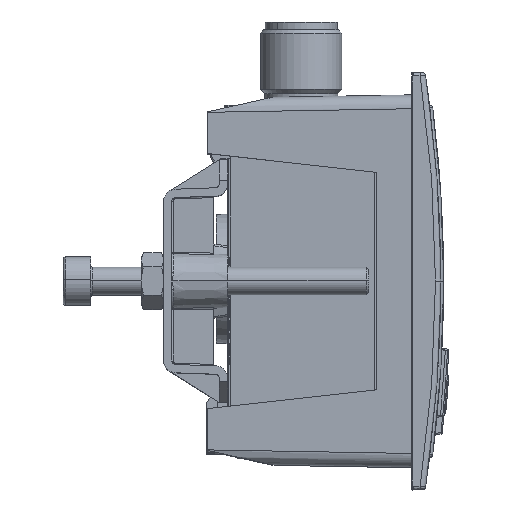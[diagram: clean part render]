
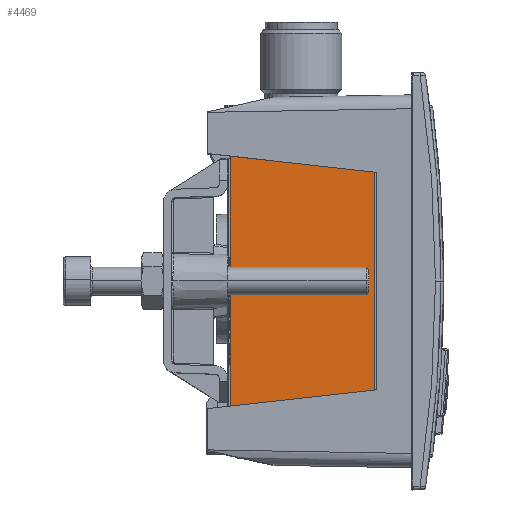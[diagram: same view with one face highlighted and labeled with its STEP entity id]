
A CAD part, top view. The second image highlights one B-rep face of the part: STEP entity #4469.
In plain terms, the highlighted planar face has unit normal (-0.026, 0, 1).
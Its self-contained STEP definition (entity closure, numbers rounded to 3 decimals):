
#2379 = CARTESIAN_POINT ( 'NONE',  ( -26.1, 21.056, 16.532 ) ) ;
#4469 = ADVANCED_FACE ( 'NONE', ( #60865 ), #55913, .F. ) ;
#5302 = CARTESIAN_POINT ( 'NONE',  ( -5.4, 21.898, 17.074 ) ) ;
#6240 = EDGE_CURVE ( 'NONE', #35916, #24918, #67044, .T. ) ;
#6565 = DIRECTION ( 'NONE',  ( 0., -1., 0. ) ) ;
#6661 = EDGE_CURVE ( 'NONE', #18950, #35916, #11302, .T. ) ;
#9026 = CARTESIAN_POINT ( 'NONE',  ( -5.4, -20.514, 17.074 ) ) ;
#9353 = CARTESIAN_POINT ( 'NONE',  ( -5.4, -20.514, 17.074 ) ) ;
#10437 = ORIENTED_EDGE ( 'NONE', *, *, #6240, .F. ) ;
#11302 = LINE ( 'NONE', #46741, #42743 ) ;
#11316 = EDGE_CURVE ( 'NONE', #24918, #63812, #73469, .T. ) ;
#11341 = DIRECTION ( 'NONE',  ( 0., 1., 0. ) ) ;
#14625 = EDGE_CURVE ( 'NONE', #63812, #18950, #33836, .T. ) ;
#18950 = VERTEX_POINT ( 'NONE', #24377 ) ;
#20053 = CARTESIAN_POINT ( 'NONE',  ( -26.1, 21.056, 16.532 ) ) ;
#21788 = DIRECTION ( 'NONE',  ( 0.026, 0., -1. ) ) ;
#22802 = EDGE_LOOP ( 'NONE', ( #34365, #10437, #69886, #67997 ) ) ;
#24377 = CARTESIAN_POINT ( 'NONE',  ( -26.1, -21.056, 16.532 ) ) ;
#24918 = VERTEX_POINT ( 'NONE', #64528 ) ;
#26187 = VECTOR ( 'NONE', #6565, 1000. ) ;
#33836 = LINE ( 'NONE', #9026, #63530 ) ;
#34365 = ORIENTED_EDGE ( 'NONE', *, *, #11316, .F. ) ;
#35916 = VERTEX_POINT ( 'NONE', #2379 ) ;
#37315 = VECTOR ( 'NONE', #73128, 1000. ) ;
#42743 = VECTOR ( 'NONE', #11341, 1000. ) ;
#43181 = AXIS2_PLACEMENT_3D ( 'NONE', #57224, #21788, #63216 ) ;
#46741 = CARTESIAN_POINT ( 'NONE',  ( -26.1, 21.898, 16.532 ) ) ;
#55913 = PLANE ( 'NONE',  #43181 ) ;
#57224 = CARTESIAN_POINT ( 'NONE',  ( -26.524, 21.898, 16.521 ) ) ;
#60865 = FACE_OUTER_BOUND ( 'NONE', #22802, .T. ) ;
#63216 = DIRECTION ( 'NONE',  ( -1., 0., -0.026 ) ) ;
#63530 = VECTOR ( 'NONE', #68090, 1000. ) ;
#63812 = VERTEX_POINT ( 'NONE', #9353 ) ;
#64528 = CARTESIAN_POINT ( 'NONE',  ( -5.4, 20.514, 17.074 ) ) ;
#67044 = LINE ( 'NONE', #20053, #37315 ) ;
#67997 = ORIENTED_EDGE ( 'NONE', *, *, #14625, .F. ) ;
#68090 = DIRECTION ( 'NONE',  ( -0.999, -0.026, -0.026 ) ) ;
#69886 = ORIENTED_EDGE ( 'NONE', *, *, #6661, .F. ) ;
#73128 = DIRECTION ( 'NONE',  ( 0.999, -0.026, 0.026 ) ) ;
#73469 = LINE ( 'NONE', #5302, #26187 ) ;
